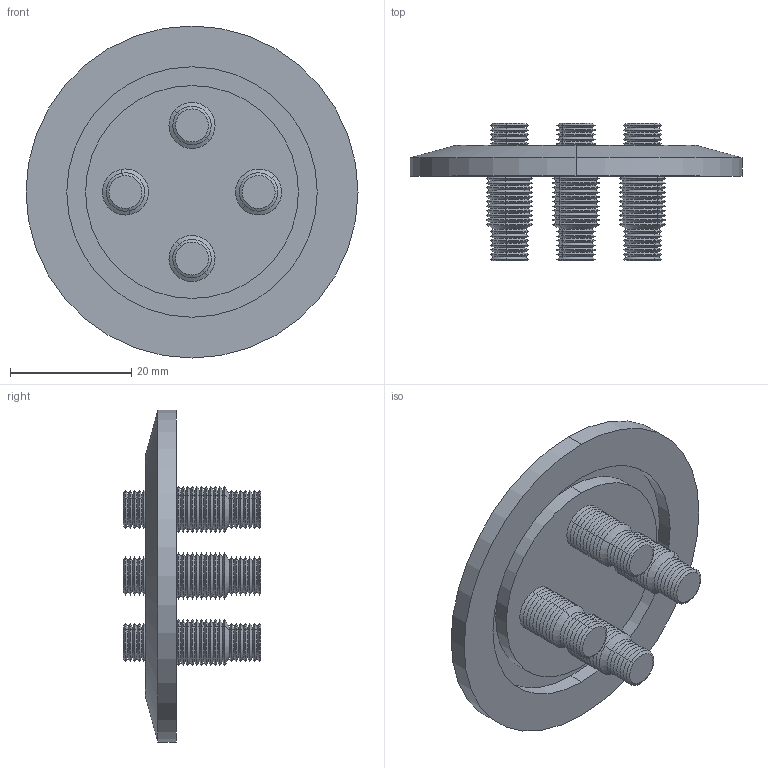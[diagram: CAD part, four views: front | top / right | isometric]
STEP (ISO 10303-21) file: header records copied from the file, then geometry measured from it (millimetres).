
FILE_DESCRIPTION (( 'STEP AP203' ), '1' );
FILE_NAME ('A14340-3-QF.STEP', '2019-06-24T18:38:51', ( '' ), ( '' ), 'SwSTEP 2.0', 'SolidWorks 2019', '' );
FILE_SCHEMA (( 'CONFIG_CONTROL_DESIGN' ));
Length unit declared in the file: inch
Products named in the file (2): A14340-3-QF
Bounding box: 54.86 x 22.75 x 54.86 mm (x, y, z)
Volume: 11610.5 mm3; surface area: 8907.5 mm2
Topology: 1 solids, 1 shells, 424 faces, 846 edges, 438 vertices
Faces by surface type: cone 394, plane 16, cylinder 14
Entity records: 10821 total; most frequent: DIRECTION 2136, CARTESIAN_POINT 1710, ORIENTED_EDGE 1692, AXIS2_PLACEMENT_3D 864, EDGE_CURVE 846, CIRCLE 438, EDGE_LOOP 438, VERTEX_POINT 438
